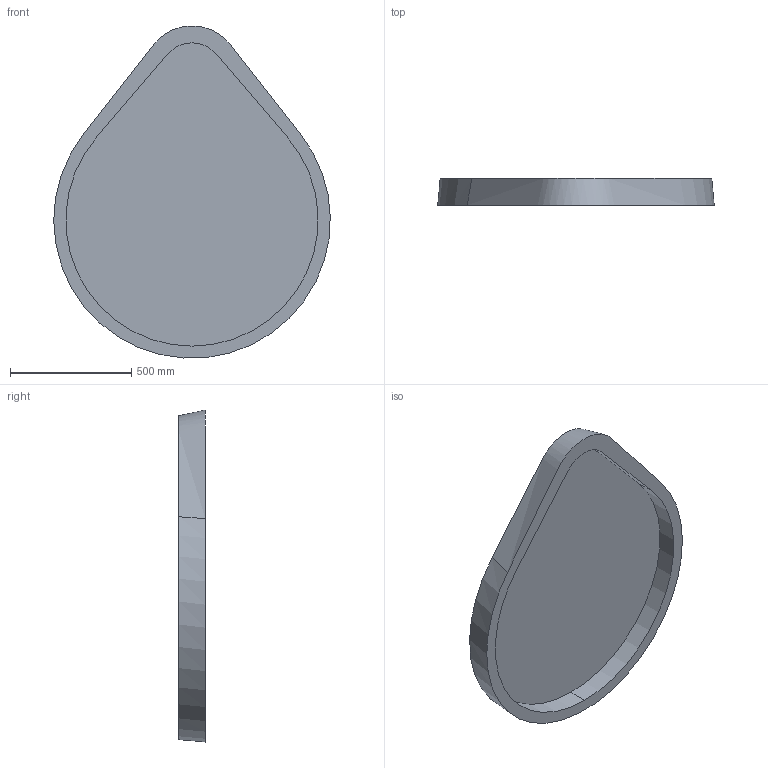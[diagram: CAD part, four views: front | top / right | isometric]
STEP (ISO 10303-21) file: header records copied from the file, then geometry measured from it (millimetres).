
FILE_DESCRIPTION (( 'STEP AP214' ), '1' );
FILE_NAME ('Teil1.STEP', '2015-12-14T18:55:53', ( 'andi' ), ( '' ), 'SwSTEP 2.0', 'SolidWorks 2014', '' );
FILE_SCHEMA (( 'AUTOMOTIVE_DESIGN' ));
Length unit declared in the file: millimetre
Products named in the file (1): Teil1
Bounding box: 1139.85 x 110 x 1368.31 mm (x, y, z)
Volume: 46438009.8 mm3; surface area: 2905364.9 mm2
Topology: 1 solids, 1 shells, 10 faces, 27 edges, 20 vertices
Faces by surface type: plane 5, cylinder 3, bspline 2
Entity records: 603 total; most frequent: CARTESIAN_POINT 306, DIRECTION 55, ORIENTED_EDGE 54, EDGE_CURVE 27, AXIS2_PLACEMENT_3D 21, VERTEX_POINT 20, VECTOR 13, LINE 13
